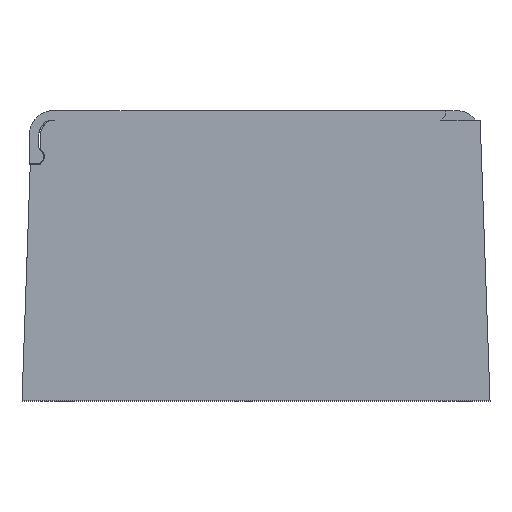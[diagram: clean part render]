
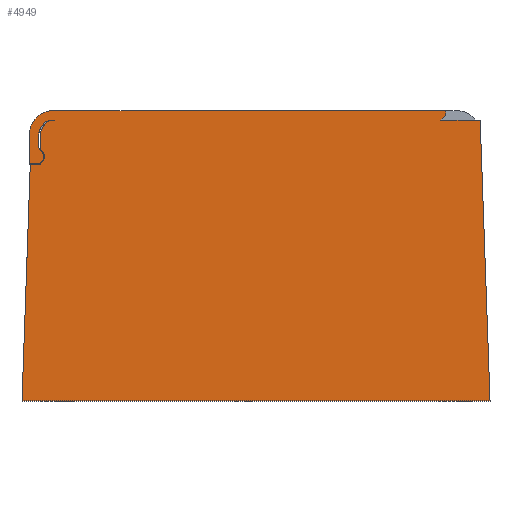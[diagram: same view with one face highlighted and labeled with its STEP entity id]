
A CAD part, top view. The second image highlights one B-rep face of the part: STEP entity #4949.
In plain terms, the highlighted planar face has unit normal (0, 0, 1).
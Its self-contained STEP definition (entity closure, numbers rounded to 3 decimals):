
#34=DIRECTION('',(1.,0.,0.));
#35=VECTOR('',#34,100.);
#36=CARTESIAN_POINT('',(-50.,-30.,24.));
#37=LINE('',#36,#35);
#1167=CARTESIAN_POINT('',(-43.,27.,24.));
#1168=DIRECTION('',(0.,0.,-1.));
#1169=DIRECTION('',(-1.,0.,0.));
#1170=AXIS2_PLACEMENT_3D('',#1167,#1168,#1169);
#1172=CARTESIAN_POINT('',(-43.4,27.,24.));
#1173=DIRECTION('',(0.,0.,1.));
#1174=DIRECTION('',(0.,1.,0.));
#1175=AXIS2_PLACEMENT_3D('',#1172,#1173,#1174);
#1177=CARTESIAN_POINT('',(-45.4,24.2,24.));
#1178=DIRECTION('',(0.,0.,1.));
#1179=DIRECTION('',(-1.,0.,0.));
#1180=AXIS2_PLACEMENT_3D('',#1177,#1178,#1179);
#1182=CARTESIAN_POINT('',(-46.9,22.2,24.));
#1183=DIRECTION('',(0.,0.,-1.));
#1184=DIRECTION('',(0.6,0.8,0.));
#1185=AXIS2_PLACEMENT_3D('',#1182,#1183,#1184);
#1187=CARTESIAN_POINT('',(-46.9,22.2,24.));
#1188=DIRECTION('',(0.,0.,-1.));
#1189=DIRECTION('',(1.,0.,0.));
#1190=AXIS2_PLACEMENT_3D('',#1187,#1188,#1189);
#1192=CARTESIAN_POINT('',(-43.4,27.,24.));
#1193=DIRECTION('',(0.,0.,-1.));
#1194=DIRECTION('',(-1.,0.,0.));
#1195=AXIS2_PLACEMENT_3D('',#1192,#1193,#1194);
#1197=DIRECTION('',(-0.707,-0.707,0.));
#1198=VECTOR('',#1197,1.414);
#1199=CARTESIAN_POINT('',(40.5,31.,24.));
#1200=LINE('',#1199,#1198);
#1201=DIRECTION('',(0.035,-0.999,0.));
#1202=VECTOR('',#1201,60.037);
#1203=CARTESIAN_POINT('',(47.905,30.,24.));
#1204=LINE('',#1203,#1202);
#1205=DIRECTION('',(0.035,0.999,0.));
#1206=VECTOR('',#1205,50.531);
#1207=CARTESIAN_POINT('',(-50.,-30.,24.));
#1208=LINE('',#1207,#1206);
#1209=CARTESIAN_POINT('',(-46.7,22.2,24.));
#1210=DIRECTION('',(0.,0.,1.));
#1211=DIRECTION('',(0.467,-0.884,0.));
#1212=AXIS2_PLACEMENT_3D('',#1209,#1210,#1211);
#1214=CARTESIAN_POINT('',(-46.7,22.2,24.));
#1215=DIRECTION('',(0.,0.,1.));
#1216=DIRECTION('',(1.,0.,0.));
#1217=AXIS2_PLACEMENT_3D('',#1214,#1215,#1216);
#1227=DIRECTION('',(1.,0.,0.));
#1228=VECTOR('',#1227,0.4);
#1229=CARTESIAN_POINT('',(-43.4,30.,24.));
#1230=LINE('',#1229,#1228);
#1296=DIRECTION('',(0.,-1.,0.));
#1297=VECTOR('',#1296,3.473);
#1298=CARTESIAN_POINT('',(-46.,27.,24.));
#1299=LINE('',#1298,#1297);
#1312=DIRECTION('',(0.,-1.,0.));
#1313=VECTOR('',#1312,0.373);
#1314=CARTESIAN_POINT('',(-46.,20.873,24.));
#1315=LINE('',#1314,#1313);
#1324=DIRECTION('',(-1.,0.,0.));
#1325=VECTOR('',#1324,2.237);
#1326=CARTESIAN_POINT('',(-46.,20.5,24.));
#1327=LINE('',#1326,#1325);
#1730=DIRECTION('',(0.,1.,0.));
#1731=VECTOR('',#1730,2.8);
#1732=CARTESIAN_POINT('',(-46.4,24.2,24.));
#1733=LINE('',#1732,#1731);
#1773=DIRECTION('',(1.,0.,0.));
#1774=VECTOR('',#1773,1.5);
#1775=CARTESIAN_POINT('',(-48.4,20.7,24.));
#1776=LINE('',#1775,#1774);
#1785=DIRECTION('',(0.,-1.,0.));
#1786=VECTOR('',#1785,6.3);
#1787=CARTESIAN_POINT('',(-48.4,27.,24.));
#1788=LINE('',#1787,#1786);
#1801=DIRECTION('',(-1.,0.,0.));
#1802=VECTOR('',#1801,83.9);
#1803=CARTESIAN_POINT('',(40.5,32.,24.));
#1804=LINE('',#1803,#1802);
#1846=DIRECTION('',(-1.,0.,0.));
#1847=VECTOR('',#1846,8.405);
#1848=CARTESIAN_POINT('',(47.905,30.,24.));
#1849=LINE('',#1848,#1847);
#1862=DIRECTION('',(0.,1.,0.));
#1863=VECTOR('',#1862,1.);
#1864=CARTESIAN_POINT('',(40.5,31.,24.));
#1865=LINE('',#1864,#1863);
#2773=CARTESIAN_POINT('',(50.,-30.,24.));
#2774=VERTEX_POINT('',#2773);
#2775=CARTESIAN_POINT('',(47.905,30.,24.));
#2776=VERTEX_POINT('',#2775);
#3126=CARTESIAN_POINT('',(-43.4,30.,24.));
#3128=VERTEX_POINT('',#3126);
#3139=CARTESIAN_POINT('',(-46.4,27.,24.));
#3140=VERTEX_POINT('',#3139);
#3141=CARTESIAN_POINT('',(-46.,27.,24.));
#3142=CARTESIAN_POINT('',(-43.,30.,24.));
#3143=VERTEX_POINT('',#3141);
#3144=VERTEX_POINT('',#3142);
#3145=CARTESIAN_POINT('',(-46.4,24.2,24.));
#3146=VERTEX_POINT('',#3145);
#3147=CARTESIAN_POINT('',(-46.,23.4,24.));
#3148=VERTEX_POINT('',#3147);
#3149=CARTESIAN_POINT('',(-45.4,22.2,24.));
#3150=VERTEX_POINT('',#3149);
#3151=CARTESIAN_POINT('',(-46.9,20.7,24.));
#3152=VERTEX_POINT('',#3151);
#3153=CARTESIAN_POINT('',(-48.4,20.7,24.));
#3154=VERTEX_POINT('',#3153);
#3155=CARTESIAN_POINT('',(-48.4,27.,24.));
#3156=VERTEX_POINT('',#3155);
#3157=CARTESIAN_POINT('',(-43.4,32.,24.));
#3158=VERTEX_POINT('',#3157);
#3159=CARTESIAN_POINT('',(40.5,32.,24.));
#3160=VERTEX_POINT('',#3159);
#3161=CARTESIAN_POINT('',(40.5,31.,24.));
#3162=VERTEX_POINT('',#3161);
#3163=CARTESIAN_POINT('',(39.5,30.,24.));
#3164=VERTEX_POINT('',#3163);
#3165=CARTESIAN_POINT('',(-50.,-30.,24.));
#3166=VERTEX_POINT('',#3165);
#3167=CARTESIAN_POINT('',(-48.237,20.5,24.));
#3168=VERTEX_POINT('',#3167);
#3169=CARTESIAN_POINT('',(-46.,20.873,24.));
#3170=CARTESIAN_POINT('',(-45.2,22.2,24.));
#3171=VERTEX_POINT('',#3169);
#3172=VERTEX_POINT('',#3170);
#3173=CARTESIAN_POINT('',(-46.,23.527,24.));
#3174=VERTEX_POINT('',#3173);
#3199=CARTESIAN_POINT('',(-46.,20.5,24.));
#3200=VERTEX_POINT('',#3199);
#4901=CARTESIAN_POINT('',(0.,1.,24.));
#4902=DIRECTION('',(0.,0.,1.));
#4903=DIRECTION('',(1.,0.,0.));
#4904=AXIS2_PLACEMENT_3D('',#4901,#4902,#4903);
#4905=PLANE('',#4904);
#4907=ORIENTED_EDGE('',*,*,#4906,.T.);
#4909=ORIENTED_EDGE('',*,*,#4908,.F.);
#4910=ORIENTED_EDGE('',*,*,#4877,.T.);
#4912=ORIENTED_EDGE('',*,*,#4911,.F.);
#4914=ORIENTED_EDGE('',*,*,#4913,.T.);
#4916=ORIENTED_EDGE('',*,*,#4915,.T.);
#4918=ORIENTED_EDGE('',*,*,#4917,.T.);
#4920=ORIENTED_EDGE('',*,*,#4919,.F.);
#4922=ORIENTED_EDGE('',*,*,#4921,.F.);
#4924=ORIENTED_EDGE('',*,*,#4923,.T.);
#4926=ORIENTED_EDGE('',*,*,#4925,.F.);
#4928=ORIENTED_EDGE('',*,*,#4927,.F.);
#4930=ORIENTED_EDGE('',*,*,#4929,.T.);
#4932=ORIENTED_EDGE('',*,*,#4931,.F.);
#4933=ORIENTED_EDGE('',*,*,#3615,.T.);
#4934=ORIENTED_EDGE('',*,*,#3424,.F.);
#4936=ORIENTED_EDGE('',*,*,#4935,.T.);
#4938=ORIENTED_EDGE('',*,*,#4937,.F.);
#4940=ORIENTED_EDGE('',*,*,#4939,.F.);
#4942=ORIENTED_EDGE('',*,*,#4941,.T.);
#4944=ORIENTED_EDGE('',*,*,#4943,.T.);
#4946=ORIENTED_EDGE('',*,*,#4945,.F.);
#4947=EDGE_LOOP('',(#4907,#4909,#4910,#4912,#4914,#4916,#4918,#4920,#4922,#4924,
#4926,#4928,#4930,#4932,#4933,#4934,#4936,#4938,#4940,#4942,#4944,#4946));
#4948=FACE_OUTER_BOUND('',#4947,.F.);
#1171=CIRCLE('',#1170,3.);
#1176=CIRCLE('',#1175,3.);
#1181=CIRCLE('',#1180,1.);
#1186=CIRCLE('',#1185,1.5);
#1191=CIRCLE('',#1190,1.5);
#1196=CIRCLE('',#1195,5.);
#1213=CIRCLE('',#1212,1.5);
#1218=CIRCLE('',#1217,1.5);
#3424=EDGE_CURVE('',#3166,#2774,#37,.T.);
#3615=EDGE_CURVE('',#2776,#2774,#1204,.T.);
#4877=EDGE_CURVE('',#3128,#3140,#1176,.T.);
#4906=EDGE_CURVE('',#3143,#3144,#1171,.T.);
#4908=EDGE_CURVE('',#3128,#3144,#1230,.T.);
#4911=EDGE_CURVE('',#3146,#3140,#1733,.T.);
#4913=EDGE_CURVE('',#3146,#3148,#1181,.T.);
#4915=EDGE_CURVE('',#3148,#3150,#1186,.T.);
#4917=EDGE_CURVE('',#3150,#3152,#1191,.T.);
#4919=EDGE_CURVE('',#3154,#3152,#1776,.T.);
#4921=EDGE_CURVE('',#3156,#3154,#1788,.T.);
#4923=EDGE_CURVE('',#3156,#3158,#1196,.T.);
#4925=EDGE_CURVE('',#3160,#3158,#1804,.T.);
#4927=EDGE_CURVE('',#3162,#3160,#1865,.T.);
#4929=EDGE_CURVE('',#3162,#3164,#1200,.T.);
#4931=EDGE_CURVE('',#2776,#3164,#1849,.T.);
#4935=EDGE_CURVE('',#3166,#3168,#1208,.T.);
#4937=EDGE_CURVE('',#3200,#3168,#1327,.T.);
#4939=EDGE_CURVE('',#3171,#3200,#1315,.T.);
#4941=EDGE_CURVE('',#3171,#3172,#1213,.T.);
#4943=EDGE_CURVE('',#3172,#3174,#1218,.T.);
#4945=EDGE_CURVE('',#3143,#3174,#1299,.T.);
#4949=ADVANCED_FACE('',(#4948),#4905,.T.);
